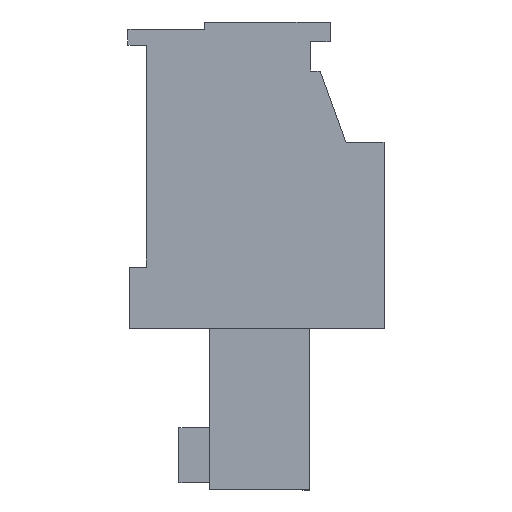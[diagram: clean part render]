
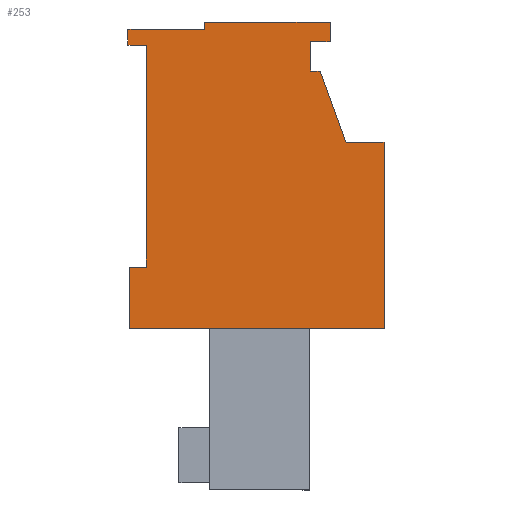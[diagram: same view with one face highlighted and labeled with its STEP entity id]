
A CAD part, left-side view. The second image highlights one B-rep face of the part: STEP entity #253.
In plain terms, the highlighted planar face has unit normal (-1, 0, 0).
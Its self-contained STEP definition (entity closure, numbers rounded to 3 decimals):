
#137=AXIS2_PLACEMENT_3D('Plane Axis2P3D',#134,#135,#136) ;
#42=CARTESIAN_POINT('Vertex',(0.,3.,18.3)) ;
#45=CARTESIAN_POINT('Line Origine',(0.,3.,17.7)) ;
#49=CARTESIAN_POINT('Vertex',(0.,3.,17.1)) ;
#103=CARTESIAN_POINT('Vertex',(0.,2.2,18.3)) ;
#106=CARTESIAN_POINT('Line Origine',(0.,2.6,18.3)) ;
#134=CARTESIAN_POINT('Axis2P3D Location',(0.,5.2,6.6)) ;
#139=CARTESIAN_POINT('Line Origine',(0.,0.,10.4)) ;
#143=CARTESIAN_POINT('Vertex',(0.,0.,14.2)) ;
#145=CARTESIAN_POINT('Vertex',(0.,0.,6.6)) ;
#148=CARTESIAN_POINT('Line Origine',(0.,0.775,14.2)) ;
#152=CARTESIAN_POINT('Vertex',(0.,1.55,14.2)) ;
#155=CARTESIAN_POINT('Line Origine',(0.,2.078,15.65)) ;
#159=CARTESIAN_POINT('Vertex',(0.,2.606,17.1)) ;
#162=CARTESIAN_POINT('Line Origine',(0.,2.803,17.1)) ;
#167=CARTESIAN_POINT('Line Origine',(0.,2.2,18.7)) ;
#171=CARTESIAN_POINT('Vertex',(0.,2.2,19.1)) ;
#174=CARTESIAN_POINT('Line Origine',(0.,4.76,19.1)) ;
#178=CARTESIAN_POINT('Vertex',(0.,7.32,19.1)) ;
#181=CARTESIAN_POINT('Line Origine',(0.,7.32,18.95)) ;
#185=CARTESIAN_POINT('Vertex',(0.,7.32,18.8)) ;
#188=CARTESIAN_POINT('Line Origine',(0.,8.885,18.8)) ;
#192=CARTESIAN_POINT('Vertex',(0.,10.45,18.8)) ;
#195=CARTESIAN_POINT('Line Origine',(0.,10.45,18.475)) ;
#199=CARTESIAN_POINT('Vertex',(0.,10.45,18.15)) ;
#202=CARTESIAN_POINT('Line Origine',(0.,10.075,18.15)) ;
#206=CARTESIAN_POINT('Vertex',(0.,9.7,18.15)) ;
#209=CARTESIAN_POINT('Line Origine',(0.,9.7,13.625)) ;
#213=CARTESIAN_POINT('Vertex',(0.,9.7,9.1)) ;
#216=CARTESIAN_POINT('Line Origine',(0.,10.05,9.1)) ;
#220=CARTESIAN_POINT('Vertex',(0.,10.4,9.1)) ;
#223=CARTESIAN_POINT('Line Origine',(0.,10.4,7.85)) ;
#227=CARTESIAN_POINT('Vertex',(0.,10.4,6.6)) ;
#230=CARTESIAN_POINT('Line Origine',(0.,5.2,6.6)) ;
#46=DIRECTION('Vector Direction',(0.,0.,1.)) ;
#107=DIRECTION('Vector Direction',(0.,1.,0.)) ;
#135=DIRECTION('Axis2P3D Direction',(-1.,0.,0.)) ;
#136=DIRECTION('Axis2P3D XDirection',(0.,-1.,0.)) ;
#140=DIRECTION('Vector Direction',(0.,0.,-1.)) ;
#149=DIRECTION('Vector Direction',(0.,1.,0.)) ;
#156=DIRECTION('Vector Direction',(0.,0.342,0.94)) ;
#163=DIRECTION('Vector Direction',(0.,1.,0.)) ;
#168=DIRECTION('Vector Direction',(0.,0.,1.)) ;
#175=DIRECTION('Vector Direction',(0.,1.,0.)) ;
#182=DIRECTION('Vector Direction',(0.,0.,1.)) ;
#189=DIRECTION('Vector Direction',(0.,1.,0.)) ;
#196=DIRECTION('Vector Direction',(0.,0.,-1.)) ;
#203=DIRECTION('Vector Direction',(0.,-1.,0.)) ;
#210=DIRECTION('Vector Direction',(0.,0.,-1.)) ;
#217=DIRECTION('Vector Direction',(0.,-1.,0.)) ;
#224=DIRECTION('Vector Direction',(0.,0.,1.)) ;
#231=DIRECTION('Vector Direction',(0.,1.,0.)) ;
#47=VECTOR('Line Direction',#46,1.) ;
#108=VECTOR('Line Direction',#107,1.) ;
#141=VECTOR('Line Direction',#140,1.) ;
#150=VECTOR('Line Direction',#149,1.) ;
#157=VECTOR('Line Direction',#156,1.) ;
#164=VECTOR('Line Direction',#163,1.) ;
#169=VECTOR('Line Direction',#168,1.) ;
#176=VECTOR('Line Direction',#175,1.) ;
#183=VECTOR('Line Direction',#182,1.) ;
#190=VECTOR('Line Direction',#189,1.) ;
#197=VECTOR('Line Direction',#196,1.) ;
#204=VECTOR('Line Direction',#203,1.) ;
#211=VECTOR('Line Direction',#210,1.) ;
#218=VECTOR('Line Direction',#217,1.) ;
#225=VECTOR('Line Direction',#224,1.) ;
#232=VECTOR('Line Direction',#231,1.) ;
#236=ORIENTED_EDGE('',*,*,#147,.F.) ;
#237=ORIENTED_EDGE('',*,*,#154,.T.) ;
#238=ORIENTED_EDGE('',*,*,#161,.T.) ;
#239=ORIENTED_EDGE('',*,*,#166,.T.) ;
#240=ORIENTED_EDGE('',*,*,#51,.T.) ;
#241=ORIENTED_EDGE('',*,*,#110,.F.) ;
#242=ORIENTED_EDGE('',*,*,#173,.T.) ;
#243=ORIENTED_EDGE('',*,*,#180,.T.) ;
#244=ORIENTED_EDGE('',*,*,#187,.F.) ;
#245=ORIENTED_EDGE('',*,*,#194,.T.) ;
#246=ORIENTED_EDGE('',*,*,#201,.T.) ;
#247=ORIENTED_EDGE('',*,*,#208,.T.) ;
#248=ORIENTED_EDGE('',*,*,#215,.T.) ;
#249=ORIENTED_EDGE('',*,*,#222,.F.) ;
#250=ORIENTED_EDGE('',*,*,#229,.F.) ;
#251=ORIENTED_EDGE('',*,*,#234,.F.) ;
#253=ADVANCED_FACE('HOUSING',(#252),#138,.T.) ;
#51=EDGE_CURVE('',#50,#43,#48,.T.) ;
#110=EDGE_CURVE('',#104,#43,#109,.T.) ;
#147=EDGE_CURVE('',#144,#146,#142,.T.) ;
#154=EDGE_CURVE('',#144,#153,#151,.T.) ;
#161=EDGE_CURVE('',#153,#160,#158,.T.) ;
#166=EDGE_CURVE('',#160,#50,#165,.T.) ;
#173=EDGE_CURVE('',#104,#172,#170,.T.) ;
#180=EDGE_CURVE('',#172,#179,#177,.T.) ;
#187=EDGE_CURVE('',#186,#179,#184,.T.) ;
#194=EDGE_CURVE('',#186,#193,#191,.T.) ;
#201=EDGE_CURVE('',#193,#200,#198,.T.) ;
#208=EDGE_CURVE('',#200,#207,#205,.T.) ;
#215=EDGE_CURVE('',#207,#214,#212,.T.) ;
#222=EDGE_CURVE('',#221,#214,#219,.T.) ;
#229=EDGE_CURVE('',#228,#221,#226,.T.) ;
#234=EDGE_CURVE('',#146,#228,#233,.T.) ;
#235=EDGE_LOOP('',(#236,#237,#238,#239,#240,#241,#242,#243,#244,#245,#246,#247,#248,#249,#250,#251)) ;
#252=FACE_OUTER_BOUND('',#235,.T.) ;
#48=LINE('Line',#45,#47) ;
#109=LINE('Line',#106,#108) ;
#142=LINE('Line',#139,#141) ;
#151=LINE('Line',#148,#150) ;
#158=LINE('Line',#155,#157) ;
#165=LINE('Line',#162,#164) ;
#170=LINE('Line',#167,#169) ;
#177=LINE('Line',#174,#176) ;
#184=LINE('Line',#181,#183) ;
#191=LINE('Line',#188,#190) ;
#198=LINE('Line',#195,#197) ;
#205=LINE('Line',#202,#204) ;
#212=LINE('Line',#209,#211) ;
#219=LINE('Line',#216,#218) ;
#226=LINE('Line',#223,#225) ;
#233=LINE('Line',#230,#232) ;
#138=PLANE('',#137) ;
#43=VERTEX_POINT('',#42) ;
#50=VERTEX_POINT('',#49) ;
#104=VERTEX_POINT('',#103) ;
#144=VERTEX_POINT('',#143) ;
#146=VERTEX_POINT('',#145) ;
#153=VERTEX_POINT('',#152) ;
#160=VERTEX_POINT('',#159) ;
#172=VERTEX_POINT('',#171) ;
#179=VERTEX_POINT('',#178) ;
#186=VERTEX_POINT('',#185) ;
#193=VERTEX_POINT('',#192) ;
#200=VERTEX_POINT('',#199) ;
#207=VERTEX_POINT('',#206) ;
#214=VERTEX_POINT('',#213) ;
#221=VERTEX_POINT('',#220) ;
#228=VERTEX_POINT('',#227) ;
